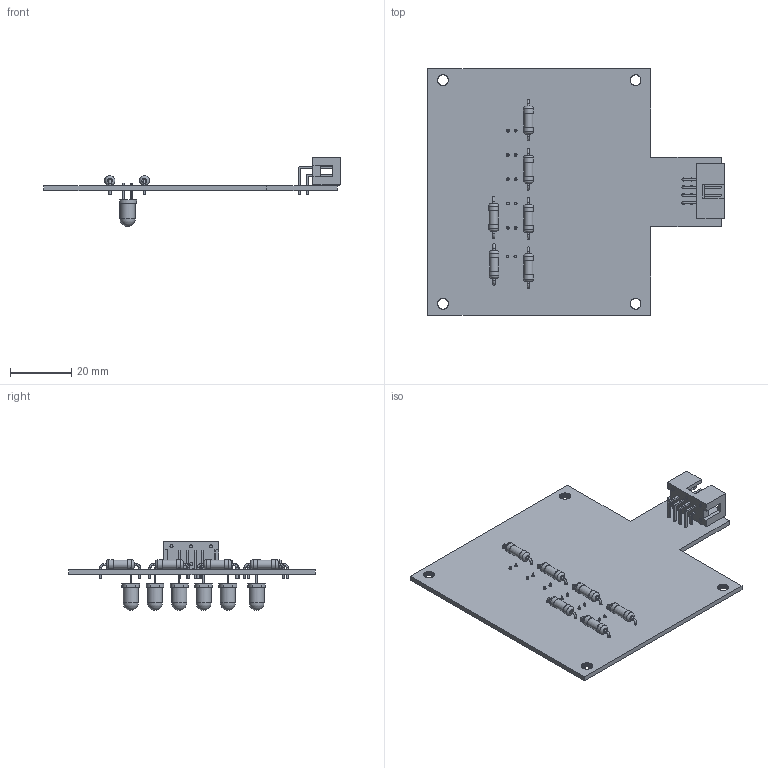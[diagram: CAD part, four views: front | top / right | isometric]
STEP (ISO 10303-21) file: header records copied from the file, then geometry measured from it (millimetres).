
FILE_DESCRIPTION(('KiCad electronic assembly'),'2;1');
FILE_NAME('LED_BOARD_V1.step','2022-04-27T23:20:24',('An Author'),( 'A Company'),'Open CASCADE STEP processor 6.9', 'KiCad to STEP converter','Unknown');
FILE_SCHEMA(('AUTOMOTIVE_DESIGN { 1 0 10303 214 1 1 1 1 }'));
Length unit declared in the file: millimetre
Products named in the file (8): Open CASCADE STEP translator 6.9 1; R_Axial_DIN0309_L9.0mm_D3.2mm_P12.70mm_Horizontal; SOLID; IDC-Header_2x04_P2.54mm_Horizontal; LED_D5.0mm_IRGrey; COMPOUND
Assembly tree (17 placements, depth 3):
  Open CASCADE STEP translator 6.9 1
    R_Axial_DIN0309_L9.0mm_D3.2mm_P12.70mm_Horizontal  x6
      SOLID
    IDC-Header_2x04_P2.54mm_Horizontal
      SOLID
    LED_D5.0mm_IRGrey  x6
      SOLID
    COMPOUND
Bounding box: 96.41 x 80.26 x 22.39 mm (x, y, z)
Volume: 12105.2 mm3; surface area: 16532.3 mm2
Topology: 14 solids, 14 shells, 1174 faces, 3176 edges, 2084 vertices
Faces by surface type: plane 1041, cylinder 103, torus 24, sphere 6
Full cylindrical faces by diameter (mm): 0.7 x24, 0.8 x12, 0.9 x12, 1 x14, 2.88 x6, 3.2 x12, 4.9 x6
Entity records: 71705 total; most frequent: CARTESIAN_POINT 11883, DIRECTION 10740, LINE 8341, VECTOR 8341, ORIENTED_EDGE 5730, PCURVE 5730, DEFINITIONAL_REPRESENTATION 5730, EDGE_CURVE 2865
